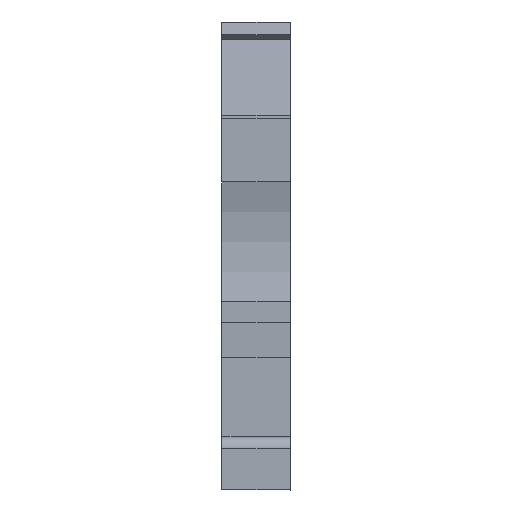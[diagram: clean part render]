
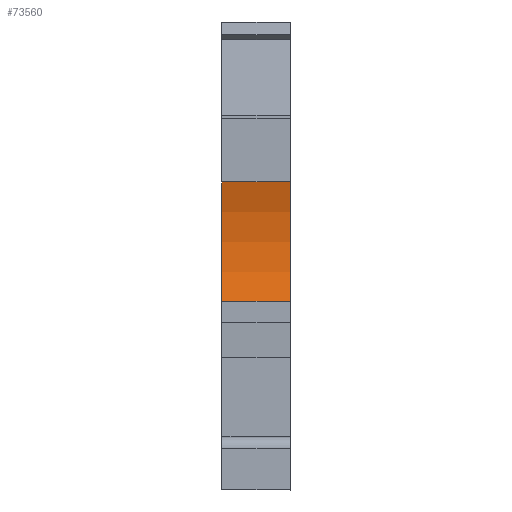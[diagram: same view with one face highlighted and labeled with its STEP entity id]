
A CAD part, front view. The second image highlights one B-rep face of the part: STEP entity #73560.
In plain terms, the highlighted cylindrical face has radius 15 mm (diameter 30 mm), a partial arc.
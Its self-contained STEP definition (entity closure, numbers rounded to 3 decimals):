
#58840=CARTESIAN_POINT('',(-34.168,-30.2,
53.17));
#58850=VERTEX_POINT('',#58840);
#58880=CARTESIAN_POINT('',(-48.477,-25.7,
53.17));
#58890=DIRECTION('',(0.,0.,1.));
#58900=DIRECTION('',(1.,0.,0.));
#58910=AXIS2_PLACEMENT_3D('',#58880,#58890,#58900);
#58920=CIRCLE('',#58910,15.);
#58930=CARTESIAN_POINT('',(-34.168,-21.2,
53.17));
#58940=VERTEX_POINT('',#58930);
#58950=EDGE_CURVE('',#58850,#58940,#58920,.T.);
#66550=CARTESIAN_POINT('',(-34.168,-21.2,
48.02));
#66560=VERTEX_POINT('',#66550);
#66590=CARTESIAN_POINT('',(-48.477,-25.7,
48.02));
#66600=DIRECTION('',(0.,0.,1.));
#66610=DIRECTION('',(1.,0.,0.));
#66620=AXIS2_PLACEMENT_3D('',#66590,#66600,#66610);
#66630=CIRCLE('',#66620,15.);
#66640=CARTESIAN_POINT('',(-34.168,-30.2,
48.02));
#66650=VERTEX_POINT('',#66640);
#66660=EDGE_CURVE('',#66650,#66560,#66630,.T.);
#73220=CARTESIAN_POINT('',(-34.168,-30.2,
48.02));
#73230=DIRECTION('',(0.,0.,1.));
#73240=VECTOR('',#73230,1.);
#73250=LINE('',#73220,#73240);
#73260=EDGE_CURVE('',#66650,#58850,#73250,.T.);
#73400=CARTESIAN_POINT('',(-48.477,-25.7,
48.02));
#73410=DIRECTION('',(0.,0.,1.));
#73420=DIRECTION('',(1.,0.,0.));
#73430=AXIS2_PLACEMENT_3D('',#73400,#73410,#73420);
#73440=CYLINDRICAL_SURFACE('',#73430,15.);
#73450=ORIENTED_EDGE('',*,*,#66660,.F.);
#73460=CARTESIAN_POINT('',(-34.168,-21.2,
48.02));
#73470=DIRECTION('',(0.,0.,1.));
#73480=VECTOR('',#73470,1.);
#73490=LINE('',#73460,#73480);
#73500=EDGE_CURVE('',#66560,#58940,#73490,.T.);
#73510=ORIENTED_EDGE('',*,*,#73500,.F.);
#73520=ORIENTED_EDGE('',*,*,#58950,.T.);
#73530=ORIENTED_EDGE('',*,*,#73260,.T.);
#73540=EDGE_LOOP('',(#73530,#73520,#73510,#73450));
#73550=FACE_OUTER_BOUND('',#73540,.T.);
#73560=ADVANCED_FACE('',(#73550),#73440,.F.);
